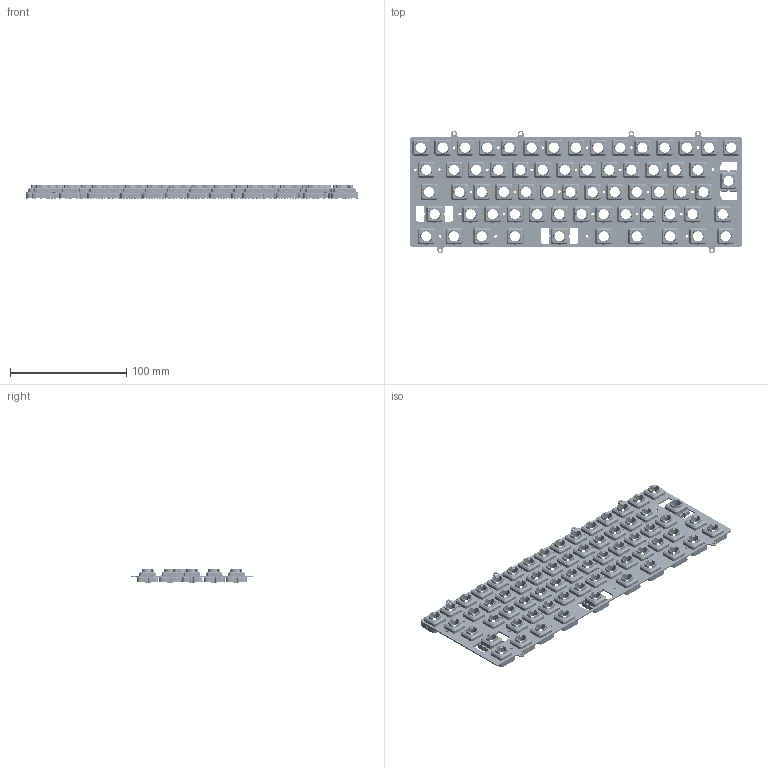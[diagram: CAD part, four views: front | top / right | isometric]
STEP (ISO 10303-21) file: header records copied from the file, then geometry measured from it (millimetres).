
FILE_DESCRIPTION(('KiCad electronic assembly'),'2;1');
FILE_NAME('EC60_JIS_Plate.step','2022-09-02T14:01:55',('Pcbnew'),( 'Kicad'),'Open CASCADE STEP processor 7.6','KiCad to STEP converter' ,'Unknown');
FILE_SCHEMA(('AUTOMOTIVE_DESIGN { 1 0 10303 214 1 1 1 1 }'));
Length unit declared in the file: millimetre
Products named in the file (4): EC60_JIS_Plate 1; Topre_Housing; SOLID; _autosave-JIS_Plate PCB
Assembly tree (67 placements, depth 3):
  EC60_JIS_Plate 1
    Topre_Housing  x65
      SOLID
    _autosave-JIS_Plate PCB
Bounding box: 285.2 x 105.25 x 11.7 mm (x, y, z)
Volume: 62160.7 mm3; surface area: 142738.5 mm2
Topology: 66 solids, 66 shells, 15488 faces, 40868 edges, 24992 vertices
Faces by surface type: bspline 14885, plane 546, cylinder 57
Full cylindrical faces by diameter (mm): 2.2 x29, 2.5 x6
Entity records: 60505 total; most frequent: CARTESIAN_POINT 15983, DIRECTION 6865, LINE 5181, VECTOR 5181, ORIENTED_EDGE 4792, PCURVE 4792, DEFINITIONAL_REPRESENTATION 4792, EDGE_CURVE 2396
